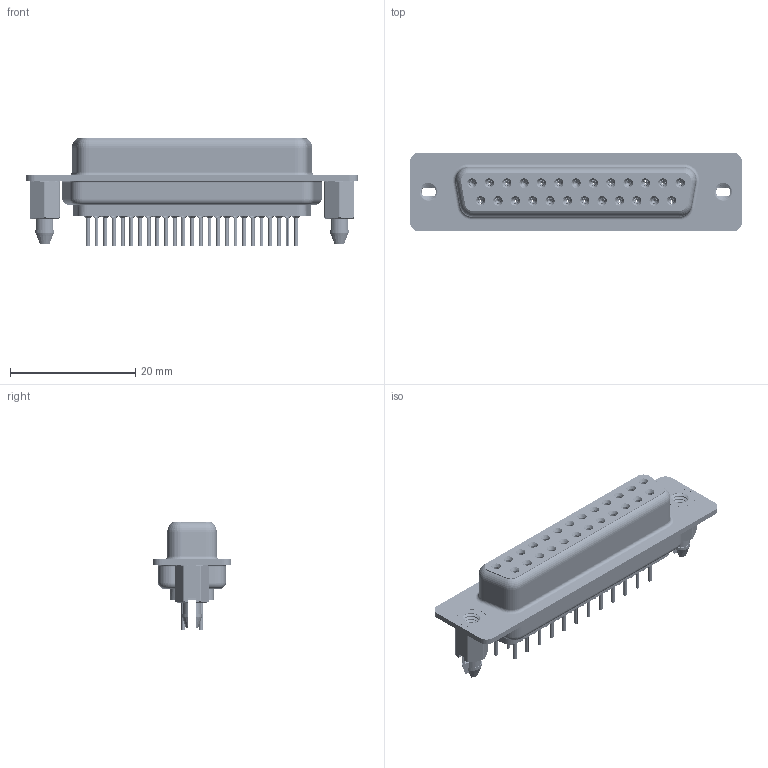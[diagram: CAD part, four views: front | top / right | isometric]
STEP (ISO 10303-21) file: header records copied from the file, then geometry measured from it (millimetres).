
FILE_DESCRIPTION (( 'STEP AP203' ), '1' );
FILE_NAME ('628-025-320-066.STEP', '2020-07-14T13:20:56', ( '' ), ( '' ), 'SwSTEP 2.0', 'SolidWorks 2020', '' );
FILE_SCHEMA (( 'CONFIG_CONTROL_DESIGN' ));
Length unit declared in the file: millimetre
Products named in the file (7): 628 Contact Row 2_20L; 628 Contact Row 1_20L; 628 Housing_25 LP; 628 4-40 Threaded Boardlock_LP; 628-025-320-066; 628 Shell Rear_25 Contacts; 628 Shell Front_25 Contacts
Assembly tree (30 placements, depth 2):
  628-025-320-066
    628 Housing_25 LP
    628 Shell Front_25 Contacts
    628 Shell Rear_25 Contacts
    628 Contact Row 1_20L  x13
    628 Contact Row 2_20L  x12
    628 4-40 Threaded Boardlock_LP  x2
Bounding box: 53 x 12.6 x 17.3 mm (x, y, z)
Volume: 3951.5 mm3; surface area: 9634.6 mm2
Topology: 30 solids, 30 shells, 3528 faces, 9017 edges, 5608 vertices
Faces by surface type: cylinder 994, plane 874, torus 713, bspline 506, cone 441
Entity records: 29094 total; most frequent: CARTESIAN_POINT 8084, DIRECTION 4296, ORIENTED_EDGE 4004, EDGE_CURVE 2002, AXIS2_PLACEMENT_3D 1789, VERTEX_POINT 1265, EDGE_LOOP 979, CIRCLE 967
